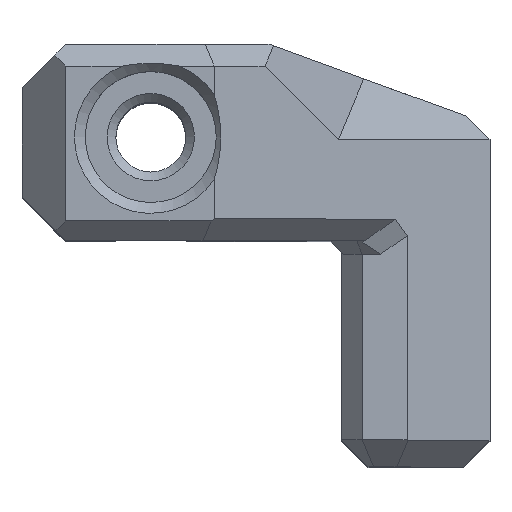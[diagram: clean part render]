
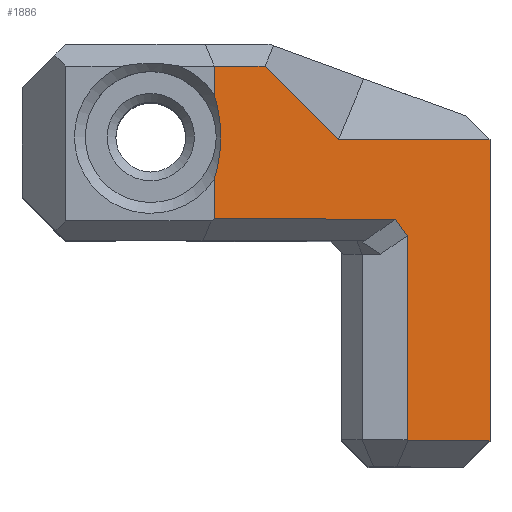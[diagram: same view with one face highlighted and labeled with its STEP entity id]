
A CAD part, top view. The second image highlights one B-rep face of the part: STEP entity #1886.
In plain terms, the highlighted planar face has unit normal (0.707, 0, 0.707).
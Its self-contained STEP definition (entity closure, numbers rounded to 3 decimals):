
#32=(
BOUNDED_CURVE()
B_SPLINE_CURVE(2,(#3177,#3178,#3179),.UNSPECIFIED.,.F.,.F.)
B_SPLINE_CURVE_WITH_KNOTS((3,3),(0.233,0.66),
 .UNSPECIFIED.)
CURVE()
GEOMETRIC_REPRESENTATION_ITEM()
RATIONAL_B_SPLINE_CURVE((1.,1.,1.))
REPRESENTATION_ITEM('')
);
#131=FACE_OUTER_BOUND('',#235,.T.);
#235=EDGE_LOOP('',(#1334,#1335,#1336,#1337,#1338,#1339,#1340,#1341,#1342,
#1343,#1344,#1345));
#375=LINE('',#2959,#590);
#376=LINE('',#2963,#591);
#382=LINE('',#2983,#597);
#398=LINE('',#3014,#613);
#402=LINE('',#3167,#617);
#403=LINE('',#3169,#618);
#404=LINE('',#3171,#619);
#405=LINE('',#3172,#620);
#406=LINE('',#3174,#621);
#407=LINE('',#3175,#622);
#408=LINE('',#3180,#623);
#590=VECTOR('',#2162,9.817);
#591=VECTOR('',#2165,1.302);
#597=VECTOR('',#2183,1.066);
#613=VECTOR('',#2209,11.743);
#617=VECTOR('',#2217,9.352);
#618=VECTOR('',#2218,0.072);
#619=VECTOR('',#2219,5.315);
#620=VECTOR('',#2220,13.784);
#621=VECTOR('',#2221,5.824);
#622=VECTOR('',#2222,3.298);
#623=VECTOR('',#2223,1.802);
#794=VERTEX_POINT('',#2903);
#810=VERTEX_POINT('',#2957);
#811=VERTEX_POINT('',#2961);
#812=VERTEX_POINT('',#2962);
#818=VERTEX_POINT('',#2977);
#820=VERTEX_POINT('',#2981);
#829=VERTEX_POINT('',#3010);
#837=VERTEX_POINT('',#3166);
#838=VERTEX_POINT('',#3168);
#839=VERTEX_POINT('',#3170);
#840=VERTEX_POINT('',#3173);
#841=VERTEX_POINT('',#3176);
#998=EDGE_CURVE('',#794,#810,#375,.T.);
#999=EDGE_CURVE('',#811,#812,#376,.T.);
#1009=EDGE_CURVE('',#818,#820,#382,.T.);
#1025=EDGE_CURVE('',#829,#818,#398,.T.);
#1032=EDGE_CURVE('',#820,#837,#402,.T.);
#1033=EDGE_CURVE('',#837,#838,#403,.T.);
#1034=EDGE_CURVE('',#838,#839,#404,.T.);
#1035=EDGE_CURVE('',#839,#794,#405,.T.);
#1036=EDGE_CURVE('',#810,#840,#406,.T.);
#1037=EDGE_CURVE('',#840,#811,#407,.T.);
#1038=EDGE_CURVE('',#812,#841,#32,.T.);
#1039=EDGE_CURVE('',#841,#829,#408,.T.);
#1334=ORIENTED_EDGE('',*,*,#1032,.T.);
#1335=ORIENTED_EDGE('',*,*,#1033,.T.);
#1336=ORIENTED_EDGE('',*,*,#1034,.T.);
#1337=ORIENTED_EDGE('',*,*,#1035,.T.);
#1338=ORIENTED_EDGE('',*,*,#998,.T.);
#1339=ORIENTED_EDGE('',*,*,#1036,.T.);
#1340=ORIENTED_EDGE('',*,*,#1037,.T.);
#1341=ORIENTED_EDGE('',*,*,#999,.T.);
#1342=ORIENTED_EDGE('',*,*,#1038,.T.);
#1343=ORIENTED_EDGE('',*,*,#1039,.T.);
#1344=ORIENTED_EDGE('',*,*,#1025,.T.);
#1345=ORIENTED_EDGE('',*,*,#1009,.T.);
#1804=PLANE('',#1997);
#1886=ADVANCED_FACE('',(#131),#1804,.F.);
#1997=AXIS2_PLACEMENT_3D('',#3165,#2215,#2216);
#2162=DIRECTION('',(-0.707,0.,0.707));
#2165=DIRECTION('',(0.,-1.,0.));
#2183=DIRECTION('',(0.5,-0.707,-0.5));
#2209=DIRECTION('',(0.707,0.,-0.707));
#2215=DIRECTION('center_axis',(-0.707,0.,-0.707));
#2216=DIRECTION('ref_axis',(0.707,0.,-0.707));
#2217=DIRECTION('',(0.,-1.,0.));
#2218=DIRECTION('',(0.577,-0.577,-0.577));
#2219=DIRECTION('',(0.707,0.,-0.707));
#2220=DIRECTION('',(0.,1.,0.));
#2221=DIRECTION('',(-0.577,0.577,0.577));
#2222=DIRECTION('',(-0.707,0.,0.707));
#2223=DIRECTION('',(0.,-1.,0.));
#2903=CARTESIAN_POINT('',(-91.855,-100.786,89.298));
#2957=CARTESIAN_POINT('',(-98.797,-100.786,96.24));
#2959=CARTESIAN_POINT('',(-91.855,-100.786,89.298));
#2961=CARTESIAN_POINT('',(-104.491,-97.423,101.935));
#2962=CARTESIAN_POINT('',(-104.491,-98.726,101.935));
#2963=CARTESIAN_POINT('',(-104.491,-97.423,101.935));
#2977=CARTESIAN_POINT('',(-96.188,-104.423,93.631));
#2981=CARTESIAN_POINT('',(-95.655,-105.177,93.098));
#2983=CARTESIAN_POINT('',(-96.188,-104.423,93.631));
#3010=CARTESIAN_POINT('',(-104.491,-104.423,101.935));
#3014=CARTESIAN_POINT('',(-104.491,-104.423,101.935));
#3165=CARTESIAN_POINT('Origin',(-93.755,-106.13,91.198));
#3166=CARTESIAN_POINT('',(-95.655,-114.529,93.098));
#3167=CARTESIAN_POINT('',(-95.655,-105.177,93.098));
#3168=CARTESIAN_POINT('',(-95.613,-114.57,93.057));
#3169=CARTESIAN_POINT('',(-95.655,-114.529,93.098));
#3170=CARTESIAN_POINT('',(-91.855,-114.57,89.298));
#3171=CARTESIAN_POINT('',(-95.613,-114.57,93.057));
#3172=CARTESIAN_POINT('',(-91.855,-114.57,89.298));
#3173=CARTESIAN_POINT('',(-102.159,-97.423,99.603));
#3174=CARTESIAN_POINT('',(-98.797,-100.786,96.24));
#3175=CARTESIAN_POINT('',(-102.159,-97.423,99.603));
#3176=CARTESIAN_POINT('',(-104.491,-102.621,101.935));
#3177=CARTESIAN_POINT('Ctrl Pts',(-104.491,-98.726,101.935));
#3178=CARTESIAN_POINT('Ctrl Pts',(-103.899,-100.673,101.343));
#3179=CARTESIAN_POINT('Ctrl Pts',(-104.491,-102.621,101.935));
#3180=CARTESIAN_POINT('',(-104.491,-102.621,101.935));
